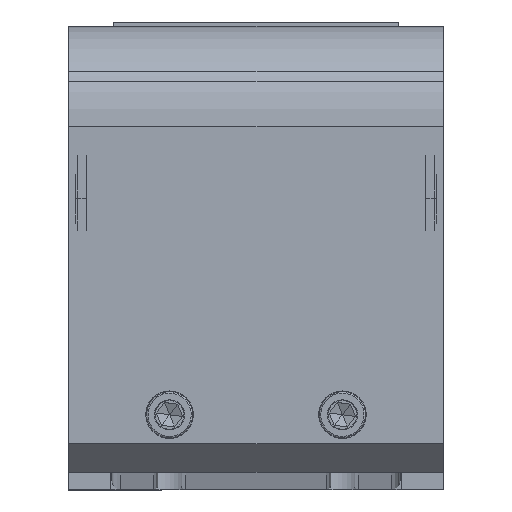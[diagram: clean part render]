
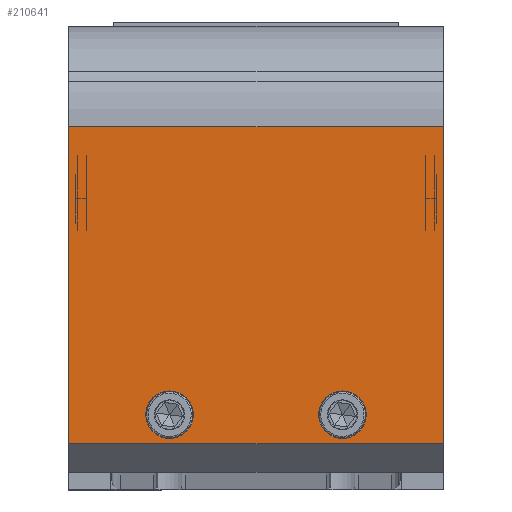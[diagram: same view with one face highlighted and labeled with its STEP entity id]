
A CAD part, top view. The second image highlights one B-rep face of the part: STEP entity #210641.
In plain terms, the highlighted planar face has unit normal (0, 0, 1).
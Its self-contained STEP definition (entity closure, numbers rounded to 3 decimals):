
#309 = DIRECTION ( 'NONE',  ( 1., 0., 0. ) ) ;
#2063 = CARTESIAN_POINT ( 'NONE',  ( 208.467, 307.762, 762.525 ) ) ;
#8080 = AXIS2_PLACEMENT_3D ( 'NONE', #195895, #170966, #177098 ) ;
#10594 = VERTEX_POINT ( 'NONE', #197617 ) ;
#11919 = EDGE_CURVE ( 'NONE', #25861, #157832, #36185, .T. ) ;
#22180 = EDGE_LOOP ( 'NONE', ( #164584, #296295 ) ) ;
#25861 = VERTEX_POINT ( 'NONE', #66120 ) ;
#26071 = VECTOR ( 'NONE', #78016, 1000. ) ;
#31137 = CARTESIAN_POINT ( 'NONE',  ( 208.467, 197.762, 762.525 ) ) ;
#33650 = AXIS2_PLACEMENT_3D ( 'NONE', #188167, #167814, #309 ) ;
#36185 = CIRCLE ( 'NONE', #51409, 8.25 ) ;
#39553 = VERTEX_POINT ( 'NONE', #2063 ) ;
#41505 = ORIENTED_EDGE ( 'NONE', *, *, #72176, .T. ) ;
#46932 = LINE ( 'NONE', #287573, #302887 ) ;
#50639 = PLANE ( 'NONE',  #8080 ) ;
#51409 = AXIS2_PLACEMENT_3D ( 'NONE', #118517, #116943, #73003 ) ;
#60682 = CARTESIAN_POINT ( 'NONE',  ( 208.467, 197.762, 762.525 ) ) ;
#61251 = CARTESIAN_POINT ( 'NONE',  ( 78.467, 197.762, 762.525 ) ) ;
#66120 = CARTESIAN_POINT ( 'NONE',  ( 105.217, 207.762, 762.525 ) ) ;
#69570 = VERTEX_POINT ( 'NONE', #60682 ) ;
#72176 = EDGE_CURVE ( 'NONE', #10594, #260450, #298811, .T. ) ;
#73003 = DIRECTION ( 'NONE',  ( 1., 0., 0. ) ) ;
#77086 = VECTOR ( 'NONE', #156664, 1000. ) ;
#78016 = DIRECTION ( 'NONE',  ( -1., 0., 0. ) ) ;
#78854 = DIRECTION ( 'NONE',  ( 0., 0., 1. ) ) ;
#81046 = LINE ( 'NONE', #31137, #26071 ) ;
#82200 = EDGE_CURVE ( 'NONE', #69570, #260450, #81046, .T. ) ;
#95138 = CIRCLE ( 'NONE', #190002, 8.25 ) ;
#95443 = DIRECTION ( 'NONE',  ( 0., 0., 1. ) ) ;
#98239 = CIRCLE ( 'NONE', #178120, 8.25 ) ;
#99829 = EDGE_CURVE ( 'NONE', #39553, #10594, #307944, .T. ) ;
#102081 = FACE_OUTER_BOUND ( 'NONE', #304100, .T. ) ;
#104484 = VERTEX_POINT ( 'NONE', #291301 ) ;
#116943 = DIRECTION ( 'NONE',  ( 0., 0., 1. ) ) ;
#118517 = CARTESIAN_POINT ( 'NONE',  ( 113.467, 207.762, 762.525 ) ) ;
#143964 = CARTESIAN_POINT ( 'NONE',  ( 113.467, 207.762, 762.525 ) ) ;
#148999 = VERTEX_POINT ( 'NONE', #303374 ) ;
#149947 = EDGE_CURVE ( 'NONE', #148999, #104484, #213272, .T. ) ;
#153102 = CARTESIAN_POINT ( 'NONE',  ( 78.467, 197.762, 762.525 ) ) ;
#156664 = DIRECTION ( 'NONE',  ( 0., -1., 0. ) ) ;
#157832 = VERTEX_POINT ( 'NONE', #209418 ) ;
#161813 = ORIENTED_EDGE ( 'NONE', *, *, #82200, .F. ) ;
#164584 = ORIENTED_EDGE ( 'NONE', *, *, #247147, .F. ) ;
#167708 = EDGE_CURVE ( 'NONE', #39553, #69570, #46932, .T. ) ;
#167814 = DIRECTION ( 'NONE',  ( 0., 0., 1. ) ) ;
#167939 = FACE_BOUND ( 'NONE', #22180, .T. ) ;
#170966 = DIRECTION ( 'NONE',  ( 0., 0., -1. ) ) ;
#177098 = DIRECTION ( 'NONE',  ( -1., 0., 0. ) ) ;
#178120 = AXIS2_PLACEMENT_3D ( 'NONE', #293037, #78854, #294562 ) ;
#188167 = CARTESIAN_POINT ( 'NONE',  ( 173.467, 207.762, 762.525 ) ) ;
#190002 = AXIS2_PLACEMENT_3D ( 'NONE', #143964, #95443, #239236 ) ;
#195895 = CARTESIAN_POINT ( 'NONE',  ( 208.467, 197.762, 762.525 ) ) ;
#197617 = CARTESIAN_POINT ( 'NONE',  ( 78.467, 307.762, 762.525 ) ) ;
#198573 = EDGE_LOOP ( 'NONE', ( #278619, #240671 ) ) ;
#204470 = ORIENTED_EDGE ( 'NONE', *, *, #167708, .F. ) ;
#209418 = CARTESIAN_POINT ( 'NONE',  ( 121.717, 207.762, 762.525 ) ) ;
#210641 = ADVANCED_FACE ( 'NONE', ( #263192, #167939, #102081 ), #50639, .F. ) ;
#212760 = DIRECTION ( 'NONE',  ( -1., 0., 0. ) ) ;
#213272 = CIRCLE ( 'NONE', #33650, 8.25 ) ;
#217944 = VECTOR ( 'NONE', #212760, 1000. ) ;
#222153 = EDGE_CURVE ( 'NONE', #157832, #25861, #95138, .T. ) ;
#239236 = DIRECTION ( 'NONE',  ( 1., 0., 0. ) ) ;
#240671 = ORIENTED_EDGE ( 'NONE', *, *, #11919, .F. ) ;
#247147 = EDGE_CURVE ( 'NONE', #104484, #148999, #98239, .T. ) ;
#260450 = VERTEX_POINT ( 'NONE', #153102 ) ;
#263192 = FACE_BOUND ( 'NONE', #198573, .T. ) ;
#278619 = ORIENTED_EDGE ( 'NONE', *, *, #222153, .F. ) ;
#279938 = CARTESIAN_POINT ( 'NONE',  ( 208.467, 307.762, 762.525 ) ) ;
#285991 = DIRECTION ( 'NONE',  ( 0., -1., 0. ) ) ;
#286433 = ORIENTED_EDGE ( 'NONE', *, *, #99829, .T. ) ;
#287573 = CARTESIAN_POINT ( 'NONE',  ( 208.467, 197.762, 762.525 ) ) ;
#291301 = CARTESIAN_POINT ( 'NONE',  ( 181.717, 207.762, 762.525 ) ) ;
#293037 = CARTESIAN_POINT ( 'NONE',  ( 173.467, 207.762, 762.525 ) ) ;
#294562 = DIRECTION ( 'NONE',  ( 1., 0., 0. ) ) ;
#296295 = ORIENTED_EDGE ( 'NONE', *, *, #149947, .F. ) ;
#298811 = LINE ( 'NONE', #61251, #77086 ) ;
#302887 = VECTOR ( 'NONE', #285991, 1000. ) ;
#303374 = CARTESIAN_POINT ( 'NONE',  ( 165.217, 207.762, 762.525 ) ) ;
#304100 = EDGE_LOOP ( 'NONE', ( #41505, #161813, #204470, #286433 ) ) ;
#307944 = LINE ( 'NONE', #279938, #217944 ) ;
